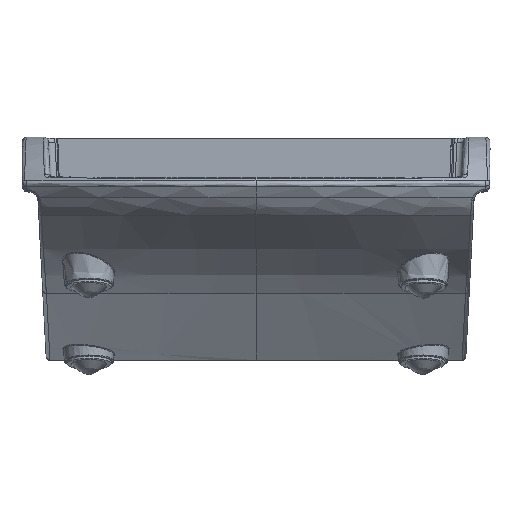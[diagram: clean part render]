
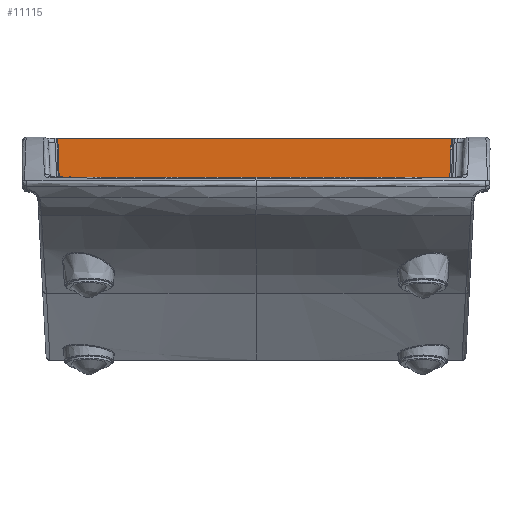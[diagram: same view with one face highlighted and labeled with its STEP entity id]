
A CAD part, top view. The second image highlights one B-rep face of the part: STEP entity #11115.
In plain terms, the highlighted face is planar.
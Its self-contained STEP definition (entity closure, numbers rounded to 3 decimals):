
#253=PLANE('',#11988);
#1224=LINE('',#34763,#1755);
#1238=LINE('',#34803,#1769);
#1239=LINE('',#34806,#1770);
#1240=LINE('',#34808,#1771);
#1241=LINE('',#34810,#1772);
#1242=LINE('',#34814,#1773);
#1243=LINE('',#34816,#1774);
#1244=LINE('',#34818,#1775);
#1245=LINE('',#34822,#1776);
#1246=LINE('',#34823,#1777);
#1755=VECTOR('',#14125,25.767);
#1769=VECTOR('',#14159,88.485);
#1770=VECTOR('',#14162,25.767);
#1771=VECTOR('',#14163,14.806);
#1772=VECTOR('',#14164,0.325);
#1773=VECTOR('',#14167,0.325);
#1774=VECTOR('',#14168,52.5);
#1775=VECTOR('',#14169,0.325);
#1776=VECTOR('',#14172,0.325);
#1777=VECTOR('',#14173,14.806);
#2696=FACE_OUTER_BOUND('',#3382,.T.);
#3382=EDGE_LOOP('',(#9362,#9363,#9364,#9365,#9366,#9367,#9368,#9369,#9370,
#9371,#9372,#9373));
#3797=CIRCLE('',#11989,1.125);
#3798=CIRCLE('',#11990,1.125);
#4805=VERTEX_POINT('',#34760);
#4806=VERTEX_POINT('',#34762);
#4822=VERTEX_POINT('',#34801);
#4823=VERTEX_POINT('',#34805);
#4824=VERTEX_POINT('',#34807);
#4825=VERTEX_POINT('',#34809);
#4826=VERTEX_POINT('',#34811);
#4827=VERTEX_POINT('',#34813);
#4828=VERTEX_POINT('',#34815);
#4829=VERTEX_POINT('',#34817);
#4830=VERTEX_POINT('',#34819);
#4831=VERTEX_POINT('',#34821);
#6335=EDGE_CURVE('',#4806,#4805,#1224,.T.);
#6356=EDGE_CURVE('',#4822,#4805,#1238,.T.);
#6357=EDGE_CURVE('',#4822,#4823,#1239,.T.);
#6358=EDGE_CURVE('',#4824,#4823,#1240,.T.);
#6359=EDGE_CURVE('',#4824,#4825,#1241,.T.);
#6360=EDGE_CURVE('',#4825,#4826,#3797,.T.);
#6361=EDGE_CURVE('',#4826,#4827,#1242,.T.);
#6362=EDGE_CURVE('',#4828,#4827,#1243,.T.);
#6363=EDGE_CURVE('',#4828,#4829,#1244,.T.);
#6364=EDGE_CURVE('',#4829,#4830,#3798,.T.);
#6365=EDGE_CURVE('',#4830,#4831,#1245,.T.);
#6366=EDGE_CURVE('',#4806,#4831,#1246,.T.);
#9362=ORIENTED_EDGE('',*,*,#6356,.F.);
#9363=ORIENTED_EDGE('',*,*,#6357,.T.);
#9364=ORIENTED_EDGE('',*,*,#6358,.F.);
#9365=ORIENTED_EDGE('',*,*,#6359,.T.);
#9366=ORIENTED_EDGE('',*,*,#6360,.T.);
#9367=ORIENTED_EDGE('',*,*,#6361,.T.);
#9368=ORIENTED_EDGE('',*,*,#6362,.F.);
#9369=ORIENTED_EDGE('',*,*,#6363,.T.);
#9370=ORIENTED_EDGE('',*,*,#6364,.T.);
#9371=ORIENTED_EDGE('',*,*,#6365,.T.);
#9372=ORIENTED_EDGE('',*,*,#6366,.F.);
#9373=ORIENTED_EDGE('',*,*,#6335,.T.);
#11115=ADVANCED_FACE('',(#2696),#253,.T.);
#11988=AXIS2_PLACEMENT_3D('',#34804,#14160,#14161);
#11989=AXIS2_PLACEMENT_3D('',#34812,#14165,#14166);
#11990=AXIS2_PLACEMENT_3D('',#34820,#14170,#14171);
#14125=DIRECTION('',(0.,0.999,0.036));
#14159=DIRECTION('',(0.,0.,1.));
#14160=DIRECTION('center_axis',(-1.,0.,0.));
#14161=DIRECTION('ref_axis',(0.,-1.,0.));
#14162=DIRECTION('',(0.,-0.999,0.036));
#14163=DIRECTION('',(0.,0.,-1.));
#14164=DIRECTION('',(0.,1.,0.));
#14165=DIRECTION('center_axis',(1.,0.,0.));
#14166=DIRECTION('ref_axis',(0.,0.,-1.));
#14167=DIRECTION('',(0.,-1.,0.));
#14168=DIRECTION('',(0.,0.,-1.));
#14169=DIRECTION('',(0.,1.,0.));
#14170=DIRECTION('center_axis',(1.,0.,0.));
#14171=DIRECTION('ref_axis',(0.,0.,-1.));
#14172=DIRECTION('',(0.,-1.,0.));
#14173=DIRECTION('',(0.,0.,-1.));
#34760=CARTESIAN_POINT('',(0.,27.3,88.493));
#34762=CARTESIAN_POINT('',(0.,1.55,87.556));
#34763=CARTESIAN_POINT('',(0.,12.143,87.942));
#34801=CARTESIAN_POINT('',(0.,27.3,0.007));
#34803=CARTESIAN_POINT('',(0.,27.3,0.));
#34804=CARTESIAN_POINT('Origin',(0.,27.5,0.));
#34805=CARTESIAN_POINT('',(0.,1.55,0.944));
#34806=CARTESIAN_POINT('',(0.,27.5,0.));
#34807=CARTESIAN_POINT('',(0.,1.55,15.75));
#34808=CARTESIAN_POINT('',(0.,1.55,0.));
#34809=CARTESIAN_POINT('',(0.,1.875,15.75));
#34810=CARTESIAN_POINT('',(0.,14.688,15.75));
#34811=CARTESIAN_POINT('',(0.,1.875,18.));
#34812=CARTESIAN_POINT('Origin',(0.,1.875,16.875));
#34813=CARTESIAN_POINT('',(0.,1.55,18.));
#34814=CARTESIAN_POINT('',(0.,13.75,18.));
#34815=CARTESIAN_POINT('',(0.,1.55,70.5));
#34816=CARTESIAN_POINT('',(0.,1.55,0.));
#34817=CARTESIAN_POINT('',(0.,1.875,70.5));
#34818=CARTESIAN_POINT('',(0.,14.688,70.5));
#34819=CARTESIAN_POINT('',(0.,1.875,72.75));
#34820=CARTESIAN_POINT('Origin',(0.,1.875,71.625));
#34821=CARTESIAN_POINT('',(0.,1.55,72.75));
#34822=CARTESIAN_POINT('',(0.,13.75,72.75));
#34823=CARTESIAN_POINT('',(0.,1.55,0.));
